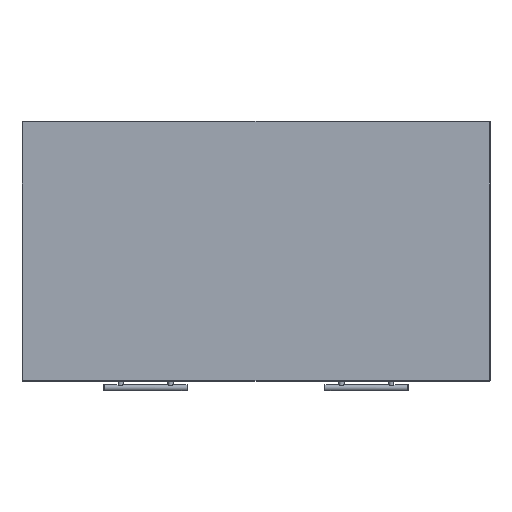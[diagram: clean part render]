
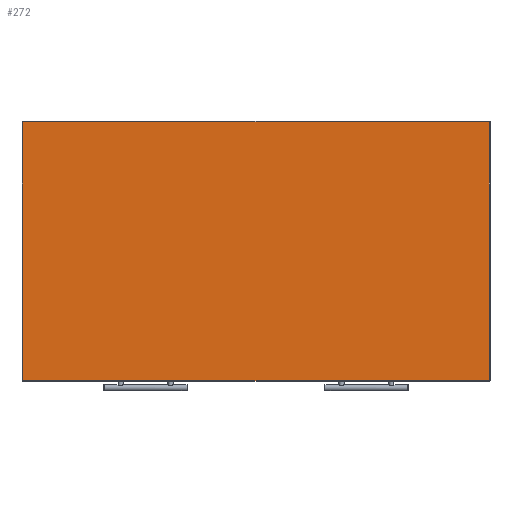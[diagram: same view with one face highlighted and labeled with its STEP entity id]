
A CAD part, top view. The second image highlights one B-rep face of the part: STEP entity #272.
In plain terms, the highlighted face is planar.
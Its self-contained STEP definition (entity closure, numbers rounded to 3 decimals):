
#272=ADVANCED_FACE('',(#388),#1721,.T.);
#388=FACE_OUTER_BOUND('',#509,.T.);
#509=EDGE_LOOP('',(#924,#925,#926,#927));
#924=ORIENTED_EDGE('',*,*,#1218,.F.);
#925=ORIENTED_EDGE('',*,*,#1219,.F.);
#926=ORIENTED_EDGE('',*,*,#1220,.F.);
#927=ORIENTED_EDGE('',*,*,#1217,.F.);
#1217=EDGE_CURVE('',#1630,#1631,#1444,.T.);
#1218=EDGE_CURVE('',#1632,#1630,#1445,.T.);
#1219=EDGE_CURVE('',#1633,#1632,#1446,.T.);
#1220=EDGE_CURVE('',#1631,#1633,#1447,.T.);
#1444=B_SPLINE_CURVE_WITH_KNOTS('',1,(#3426,#3427),.UNSPECIFIED.,.F.,.F.,
(2,2),(-498.,0.),.UNSPECIFIED.);
#1445=B_SPLINE_CURVE_WITH_KNOTS('',1,(#3428,#3429),.UNSPECIFIED.,.F.,.F.,
(2,2),(-898.,0.),.UNSPECIFIED.);
#1446=B_SPLINE_CURVE_WITH_KNOTS('',1,(#3430,#3431),.UNSPECIFIED.,.F.,.F.,
(2,2),(-498.,0.),.UNSPECIFIED.);
#1447=B_SPLINE_CURVE_WITH_KNOTS('',1,(#3432,#3433),.UNSPECIFIED.,.F.,.F.,
(2,2),(-898.,0.),.UNSPECIFIED.);
#1630=VERTEX_POINT('',#3372);
#1631=VERTEX_POINT('',#3373);
#1632=VERTEX_POINT('',#3374);
#1633=VERTEX_POINT('',#3375);
#1721=PLANE('',#2040);
#2040=AXIS2_PLACEMENT_3D('',#3063,#2184,$);
#2184=DIRECTION('',(0.,1.,0.));
#3063=CARTESIAN_POINT('',(-538.8,50.,298.8));
#3372=CARTESIAN_POINT('',(449.,50.,-249.));
#3373=CARTESIAN_POINT('',(449.,50.,249.));
#3374=CARTESIAN_POINT('',(-449.,50.,-249.));
#3375=CARTESIAN_POINT('',(-449.,50.,249.));
#3426=CARTESIAN_POINT('',(449.,50.,-249.));
#3427=CARTESIAN_POINT('',(449.,50.,249.));
#3428=CARTESIAN_POINT('',(-449.,50.,-249.));
#3429=CARTESIAN_POINT('',(449.,50.,-249.));
#3430=CARTESIAN_POINT('',(-449.,50.,249.));
#3431=CARTESIAN_POINT('',(-449.,50.,-249.));
#3432=CARTESIAN_POINT('',(449.,50.,249.));
#3433=CARTESIAN_POINT('',(-449.,50.,249.));
